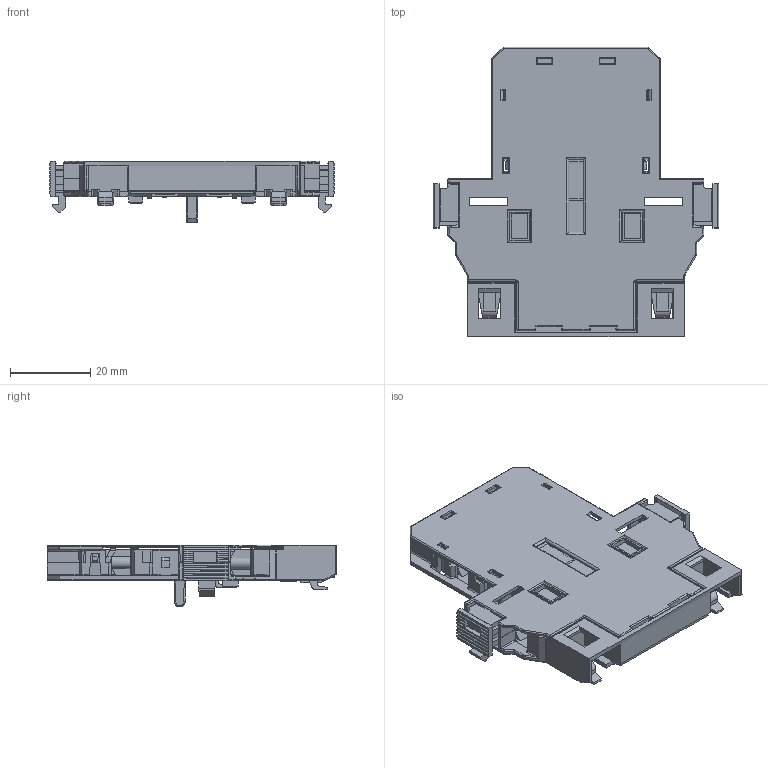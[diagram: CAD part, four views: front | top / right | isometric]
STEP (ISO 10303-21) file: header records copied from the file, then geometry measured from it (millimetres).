
FILE_DESCRIPTION (( 'STEP AP203' ), '1' );
FILE_NAME ('BLB-11.STEP', '2020-08-25T11:22:09', ( '' ), ( '' ), 'SwSTEP 2.0', 'SolidWorks 2019', '' );
FILE_SCHEMA (( 'CONFIG_CONTROL_DESIGN' ));
Length unit declared in the file: inch
Products named in the file (1): BLB-11
Bounding box: 71.06 x 72 x 15.35 mm (x, y, z)
Volume: 24690.7 mm3; surface area: 22581.5 mm2
Topology: 21 solids, 21 shells, 2389 faces, 6376 edges, 3988 vertices
Faces by surface type: plane 1242, cylinder 631, bspline 374, cone 95, sphere 47
Entity records: 89808 total; most frequent: CARTESIAN_POINT 35913, ORIENTED_EDGE 12600, DIRECTION 9242, EDGE_CURVE 6300, VERTEX_POINT 3979, LINE 3624, VECTOR 3624, AXIS2_PLACEMENT_3D 2809
